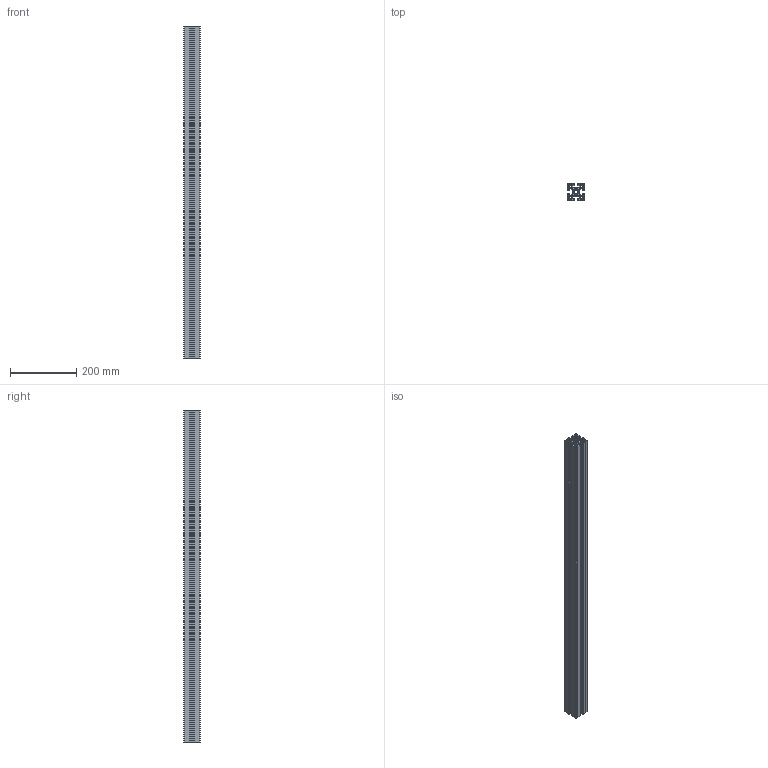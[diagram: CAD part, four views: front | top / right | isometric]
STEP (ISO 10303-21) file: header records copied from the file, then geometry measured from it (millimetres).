
FILE_DESCRIPTION (( 'STEP AP214' ), '1' );
FILE_NAME ('655X Êîíñòðóêöèîííûé ïðîôèëü 50õ50.STEP', '2019-11-12T14:18:13', ( 'Windows User' ), ( '' ), 'SwSTEP 2.0', 'SolidWorks 2019', '' );
FILE_SCHEMA (( 'AUTOMOTIVE_DESIGN' ));
Length unit declared in the file: millimetre
Products named in the file (1): 655X Êîíñòðóêöèîííûé ïðîôèëü 50õ50
Bounding box: 50 x 50 x 1000 mm (x, y, z)
Volume: 978662.4 mm3; surface area: 774037.3 mm2
Topology: 1 solids, 1 shells, 374 faces, 1116 edges, 744 vertices
Faces by surface type: plane 202, cylinder 172
Entity records: 12698 total; most frequent: CARTESIAN_POINT 2235, ORIENTED_EDGE 2232, DIRECTION 2210, EDGE_CURVE 1116, LINE 772, VECTOR 772, VERTEX_POINT 744, AXIS2_PLACEMENT_3D 719
